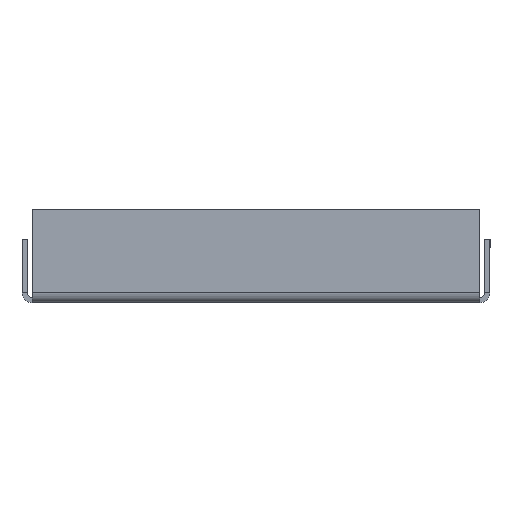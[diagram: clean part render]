
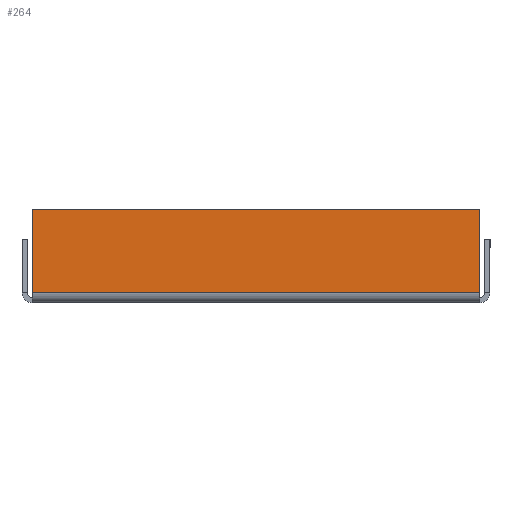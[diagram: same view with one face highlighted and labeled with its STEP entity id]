
A CAD part, left-side view. The second image highlights one B-rep face of the part: STEP entity #264.
In plain terms, the highlighted planar face has unit normal (-1, 0, 0).
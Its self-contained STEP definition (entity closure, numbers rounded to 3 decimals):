
#77 = ORIENTED_EDGE ( 'NONE', *, *, #562, .T. ) ;
#82 = CARTESIAN_POINT ( 'NONE',  ( -2., 0., 1. ) ) ;
#150 = EDGE_CURVE ( 'NONE', #673, #245, #702, .T. ) ;
#245 = VERTEX_POINT ( 'NONE', #1143 ) ;
#255 = VECTOR ( 'NONE', #1228, 1000. ) ;
#264 = ADVANCED_FACE ( 'NONE', ( #350 ), #995, .F. ) ;
#301 = LINE ( 'NONE', #825, #752 ) ;
#322 = VERTEX_POINT ( 'NONE', #1428 ) ;
#344 = CARTESIAN_POINT ( 'NONE',  ( -2., 0., 0. ) ) ;
#350 = FACE_OUTER_BOUND ( 'NONE', #694, .T. ) ;
#368 = ORIENTED_EDGE ( 'NONE', *, *, #1336, .T. ) ;
#379 = VERTEX_POINT ( 'NONE', #1323 ) ;
#440 = CARTESIAN_POINT ( 'NONE',  ( -2., 0., 17. ) ) ;
#494 = LINE ( 'NONE', #872, #1584 ) ;
#562 = EDGE_CURVE ( 'NONE', #322, #379, #301, .T. ) ;
#618 = ORIENTED_EDGE ( 'NONE', *, *, #150, .T. ) ;
#673 = VERTEX_POINT ( 'NONE', #82 ) ;
#694 = EDGE_LOOP ( 'NONE', ( #1453, #618, #368, #77 ) ) ;
#702 = LINE ( 'NONE', #955, #1248 ) ;
#714 = LINE ( 'NONE', #440, #255 ) ;
#752 = VECTOR ( 'NONE', #1351, 1000. ) ;
#825 = CARTESIAN_POINT ( 'NONE',  ( -2., 86., 0. ) ) ;
#866 = DIRECTION ( 'NONE',  ( 0., 0., -1. ) ) ;
#872 = CARTESIAN_POINT ( 'NONE',  ( -2., 86., 1. ) ) ;
#892 = DIRECTION ( 'NONE',  ( 0., 1., 0. ) ) ;
#955 = CARTESIAN_POINT ( 'NONE',  ( -2., 0., 0. ) ) ;
#995 = PLANE ( 'NONE',  #1356 ) ;
#1103 = EDGE_CURVE ( 'NONE', #673, #379, #494, .T. ) ;
#1143 = CARTESIAN_POINT ( 'NONE',  ( -2., 0., 17. ) ) ;
#1228 = DIRECTION ( 'NONE',  ( 0., 1., 0. ) ) ;
#1248 = VECTOR ( 'NONE', #1348, 1000. ) ;
#1323 = CARTESIAN_POINT ( 'NONE',  ( -2., 86., 1. ) ) ;
#1336 = EDGE_CURVE ( 'NONE', #245, #322, #714, .T. ) ;
#1348 = DIRECTION ( 'NONE',  ( 0., 0., 1. ) ) ;
#1351 = DIRECTION ( 'NONE',  ( 0., 0., -1. ) ) ;
#1356 = AXIS2_PLACEMENT_3D ( 'NONE', #344, #1516, #866 ) ;
#1428 = CARTESIAN_POINT ( 'NONE',  ( -2., 86., 17. ) ) ;
#1453 = ORIENTED_EDGE ( 'NONE', *, *, #1103, .F. ) ;
#1516 = DIRECTION ( 'NONE',  ( 1., 0., 0. ) ) ;
#1584 = VECTOR ( 'NONE', #892, 1000. ) ;
